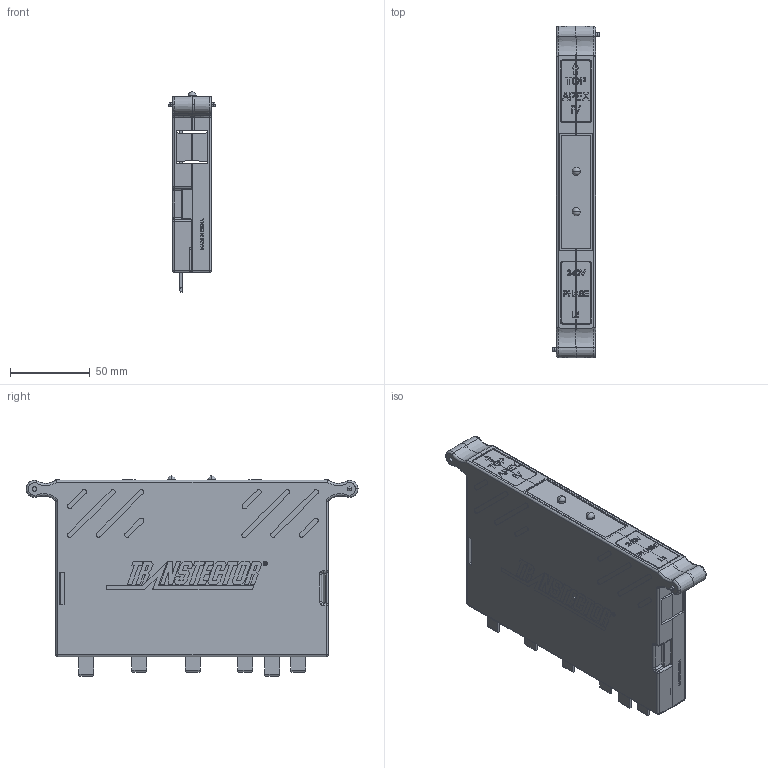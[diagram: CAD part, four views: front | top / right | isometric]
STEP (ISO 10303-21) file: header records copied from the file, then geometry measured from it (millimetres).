
FILE_DESCRIPTION (( 'STEP AP214' ), '1' );
FILE_NAME ('1000-795-41-E.STEP', '2019-01-22T19:56:22', ( '' ), ( '' ), 'SwSTEP 2.0', 'SolidWorks 2018', '' );
FILE_SCHEMA (( 'AUTOMOTIVE_DESIGN' ));
Length unit declared in the file: inch
Products named in the file (18): 2003-766-4; ledassy; 2200-222; 2003-766; greenled; yelled; 2001-123; E001-024; 1000-795-41-E
Assembly tree (10 placements, depth 3):
  2003-766-4
  2200-222
  2003-766
  greenled
  2001-123
Bounding box: 29.72 x 208.75 x 125.89 mm (x, y, z)
Volume: 148130 mm3; surface area: 145113.4 mm2
Topology: 8 solids, 8 shells, 1838 faces, 5005 edges, 3308 vertices
Faces by surface type: plane 1173, cylinder 380, bspline 131, cone 124, torus 18, sphere 12
Entity records: 49967 total; most frequent: CARTESIAN_POINT 13166, ORIENTED_EDGE 6868, DIRECTION 6220, EDGE_CURVE 3434, LINE 2372, VECTOR 2372, VERTEX_POINT 2272, AXIS2_PLACEMENT_3D 1924
